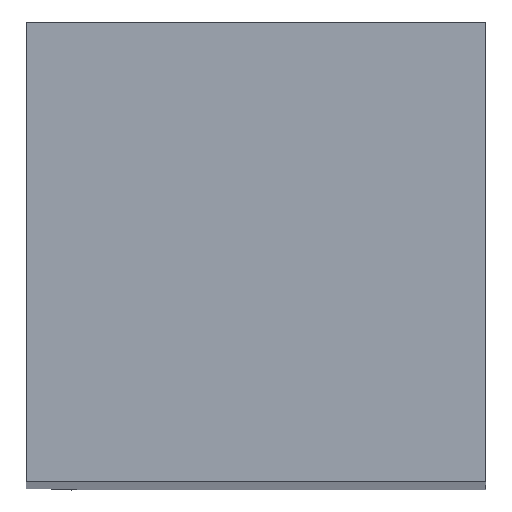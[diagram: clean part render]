
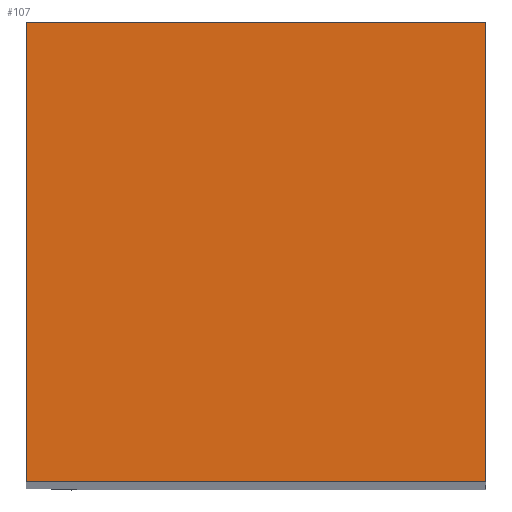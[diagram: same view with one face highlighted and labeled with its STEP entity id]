
A CAD part, top view. The second image highlights one B-rep face of the part: STEP entity #107.
In plain terms, the highlighted planar face has unit normal (0, 0, 1).
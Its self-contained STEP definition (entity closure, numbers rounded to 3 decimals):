
#107=ADVANCED_FACE('',(#149),#128,.T.);
#128=PLANE('',#670);
#149=FACE_OUTER_BOUND('',#184,.T.);
#184=EDGE_LOOP('',(#297,#298,#299,#300));
#297=ORIENTED_EDGE('',*,*,#431,.T.);
#298=ORIENTED_EDGE('',*,*,#437,.T.);
#299=ORIENTED_EDGE('',*,*,#439,.T.);
#300=ORIENTED_EDGE('',*,*,#433,.T.);
#371=VERTEX_POINT('',#968);
#372=VERTEX_POINT('',#970);
#373=VERTEX_POINT('',#974);
#375=VERTEX_POINT('',#980);
#431=EDGE_CURVE('',#372,#371,#560,.T.);
#433=EDGE_CURVE('',#373,#372,#562,.T.);
#437=EDGE_CURVE('',#371,#375,#566,.T.);
#439=EDGE_CURVE('',#375,#373,#567,.T.);
#560=LINE('',#969,#610);
#562=LINE('',#973,#612);
#566=LINE('',#981,#616);
#567=LINE('',#984,#617);
#610=VECTOR('',#801,1.);
#612=VECTOR('',#805,1.);
#616=VECTOR('',#811,1.);
#617=VECTOR('',#816,1.);
#670=AXIS2_PLACEMENT_3D('',#987,#821,#822);
#801=DIRECTION('',(-1.,0.,0.));
#805=DIRECTION('',(0.,1.,0.));
#811=DIRECTION('',(0.,-1.,0.));
#816=DIRECTION('',(1.,0.,0.));
#821=DIRECTION('',(0.,0.,1.));
#822=DIRECTION('',(1.,0.,0.));
#968=CARTESIAN_POINT('',(-12.,12.,0.));
#969=CARTESIAN_POINT('',(0.,12.,0.));
#970=CARTESIAN_POINT('',(0.,12.,0.));
#973=CARTESIAN_POINT('',(0.,0.,0.));
#974=CARTESIAN_POINT('',(0.,0.,0.));
#980=CARTESIAN_POINT('',(-12.,0.,0.));
#981=CARTESIAN_POINT('',(-12.,12.,0.));
#984=CARTESIAN_POINT('',(-12.,0.,0.));
#987=CARTESIAN_POINT('',(0.,0.,0.));
